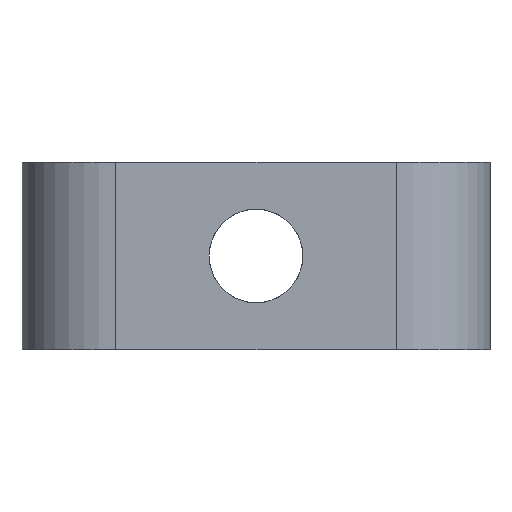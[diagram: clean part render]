
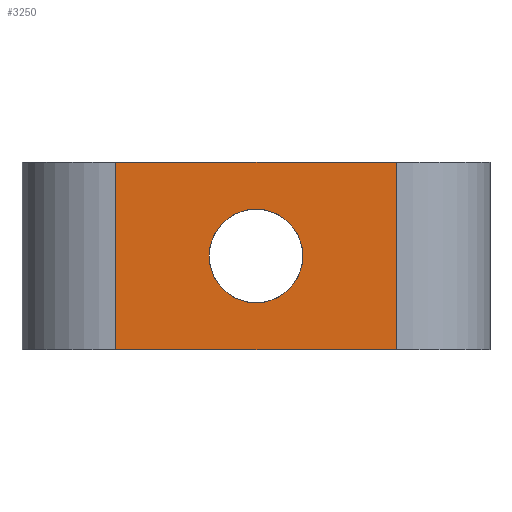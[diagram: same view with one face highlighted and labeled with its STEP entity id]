
A CAD part, left-side view. The second image highlights one B-rep face of the part: STEP entity #3250.
In plain terms, the highlighted planar face has unit normal (-1, 0, 0).
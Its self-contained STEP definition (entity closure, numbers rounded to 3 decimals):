
#32=CIRCLE('',#3362,5.);
#48=FACE_BOUND('',#482,.T.);
#134=PLANE('',#3368);
#301=FACE_OUTER_BOUND('',#481,.T.);
#481=EDGE_LOOP('',(#2971,#2972,#2973,#2974));
#482=EDGE_LOOP('',(#2975));
#785=LINE('',#5785,#1096);
#794=LINE('',#5890,#1105);
#795=LINE('',#5893,#1106);
#796=LINE('',#5894,#1107);
#1096=VECTOR('',#3842,10.);
#1105=VECTOR('',#3875,10.);
#1106=VECTOR('',#3878,10.);
#1107=VECTOR('',#3879,10.);
#1563=VERTEX_POINT('',#5782);
#1564=VERTEX_POINT('',#5784);
#1572=VERTEX_POINT('',#5874);
#1576=VERTEX_POINT('',#5888);
#1577=VERTEX_POINT('',#5892);
#2028=EDGE_CURVE('',#1563,#1564,#785,.T.);
#2039=EDGE_CURVE('',#1572,#1572,#32,.T.);
#2047=EDGE_CURVE('',#1576,#1564,#794,.T.);
#2048=EDGE_CURVE('',#1577,#1576,#795,.T.);
#2049=EDGE_CURVE('',#1577,#1563,#796,.T.);
#2971=ORIENTED_EDGE('',*,*,#2048,.T.);
#2972=ORIENTED_EDGE('',*,*,#2047,.T.);
#2973=ORIENTED_EDGE('',*,*,#2028,.F.);
#2974=ORIENTED_EDGE('',*,*,#2049,.F.);
#2975=ORIENTED_EDGE('',*,*,#2039,.T.);
#3250=ADVANCED_FACE('',(#301,#48),#134,.T.);
#3362=AXIS2_PLACEMENT_3D('',#5875,#3858,#3859);
#3368=AXIS2_PLACEMENT_3D('',#5891,#3876,#3877);
#3842=DIRECTION('',(0.,-1.,0.));
#3858=DIRECTION('center_axis',(1.,0.,0.));
#3859=DIRECTION('ref_axis',(0.,-1.,0.));
#3875=DIRECTION('',(0.,0.,1.));
#3876=DIRECTION('center_axis',(-1.,0.,0.));
#3877=DIRECTION('ref_axis',(0.,-1.,0.));
#3878=DIRECTION('',(0.,-1.,0.));
#3879=DIRECTION('',(0.,0.,1.));
#5782=CARTESIAN_POINT('',(0.,40.,20.));
#5784=CARTESIAN_POINT('',(0.,10.,20.));
#5785=CARTESIAN_POINT('',(0.,40.,20.));
#5874=CARTESIAN_POINT('',(0.,30.,10.));
#5875=CARTESIAN_POINT('Origin',(0.,25.,10.));
#5888=CARTESIAN_POINT('',(0.,10.,0.));
#5890=CARTESIAN_POINT('',(0.,10.,0.));
#5891=CARTESIAN_POINT('Origin',(0.,40.,0.));
#5892=CARTESIAN_POINT('',(0.,40.,0.));
#5893=CARTESIAN_POINT('',(0.,40.,0.));
#5894=CARTESIAN_POINT('',(0.,40.,0.));
